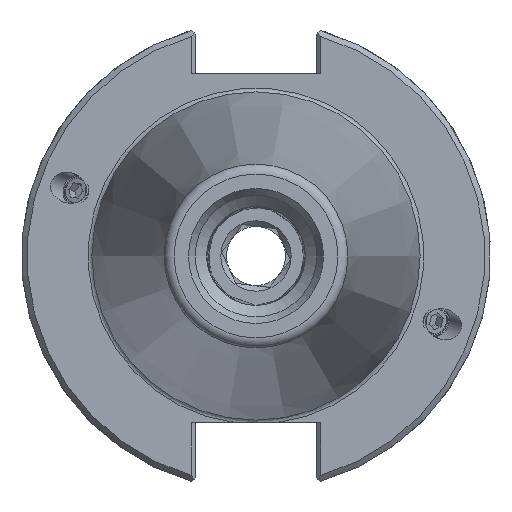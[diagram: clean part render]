
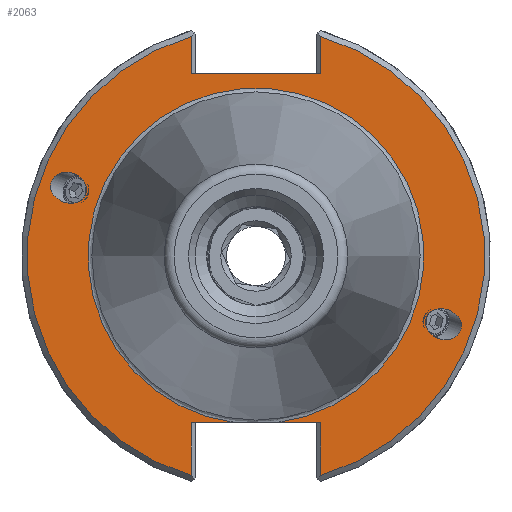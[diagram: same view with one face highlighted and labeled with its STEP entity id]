
A CAD part, left-side view. The second image highlights one B-rep face of the part: STEP entity #2063.
In plain terms, the highlighted planar face has unit normal (-1, 0, 0).
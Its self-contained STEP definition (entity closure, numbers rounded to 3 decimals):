
#851=CARTESIAN_POINT('',(3.175,-23.02,-8.379));
#852=VERTEX_POINT('',#851);
#853=CARTESIAN_POINT('',(3.175,-25.372,-9.235));
#854=DIRECTION('',(1.0,0.0,0.0));
#855=DIRECTION('',(0.0,-0.94,-0.342));
#856=AXIS2_PLACEMENT_3D('',#853,#854,#855);
#857=ELLIPSE('',#856,2.503,2.05);
#858=EDGE_CURVE('',#852,#852,#857,.T.);
#931=CARTESIAN_POINT('',(3.175,23.02,8.379));
#932=VERTEX_POINT('',#931);
#933=CARTESIAN_POINT('',(3.175,25.372,9.235));
#934=DIRECTION('',(1.0,0.0,0.0));
#935=DIRECTION('',(0.0,0.94,0.342));
#936=AXIS2_PLACEMENT_3D('',#933,#934,#935);
#937=ELLIPSE('',#936,2.503,2.05);
#938=EDGE_CURVE('',#932,#932,#937,.T.);
#1319=CARTESIAN_POINT('',(3.175,8.763,24.689));
#1320=VERTEX_POINT('',#1319);
#1327=CARTESIAN_POINT('',(3.175,-8.763,24.689));
#1328=VERTEX_POINT('',#1327);
#1329=CARTESIAN_POINT('',(3.175,8.763,24.689));
#1330=DIRECTION('',(0.0,-1.0,0.0));
#1331=VECTOR('',#1330,17.526);
#1332=LINE('',#1329,#1331);
#1333=EDGE_CURVE('',#1320,#1328,#1332,.T.);
#1933=CARTESIAN_POINT('',(3.175,-2.838,-22.555));
#1934=VERTEX_POINT('',#1933);
#1935=CARTESIAN_POINT('',(3.175,2.838,-22.555));
#1936=VERTEX_POINT('',#1935);
#1965=CARTESIAN_POINT('',(3.175,0.0,0.0));
#1966=DIRECTION('',(-1.0,0.0,0.0));
#1967=DIRECTION('',(0.0,-1.0,0.0));
#1968=AXIS2_PLACEMENT_3D('',#1965,#1966,#1967);
#1969=CIRCLE('',#1968,22.733);
#1970=EDGE_CURVE('',#1934,#1936,#1969,.T.);
#1986=CARTESIAN_POINT('',(3.175,26.987,0.0));
#1987=DIRECTION('',(-1.0,0.0,0.0));
#1988=DIRECTION('',(0.0,0.0,1.0));
#1989=AXIS2_PLACEMENT_3D('',#1986,#1987,#1988);
#1990=PLANE('',#1989);
#1991=ORIENTED_EDGE('',*,*,#1970,.F.);
#1992=CARTESIAN_POINT('',(3.175,-8.763,-22.555));
#1993=VERTEX_POINT('',#1992);
#1994=CARTESIAN_POINT('',(3.175,-8.763,-22.555));
#1995=DIRECTION('',(0.0,1.0,0.0));
#1996=VECTOR('',#1995,5.925);
#1997=LINE('',#1994,#1996);
#1998=EDGE_CURVE('',#1993,#1934,#1997,.T.);
#1999=ORIENTED_EDGE('',*,*,#1998,.F.);
#2000=CARTESIAN_POINT('',(3.175,-8.763,-29.723));
#2001=VERTEX_POINT('',#2000);
#2002=CARTESIAN_POINT('',(3.175,-8.763,-29.723));
#2003=DIRECTION('',(0.0,0.0,1.0));
#2004=VECTOR('',#2003,7.168);
#2005=LINE('',#2002,#2004);
#2006=EDGE_CURVE('',#2001,#1993,#2005,.T.);
#2007=ORIENTED_EDGE('',*,*,#2006,.F.);
#2008=CARTESIAN_POINT('',(3.175,-8.763,29.723));
#2009=VERTEX_POINT('',#2008);
#2010=CARTESIAN_POINT('',(3.175,0.0,0.0));
#2011=DIRECTION('',(1.0,0.0,0.0));
#2012=DIRECTION('',(0.0,-1.0,0.0));
#2013=AXIS2_PLACEMENT_3D('',#2010,#2011,#2012);
#2014=CIRCLE('',#2013,30.988);
#2015=EDGE_CURVE('',#2009,#2001,#2014,.T.);
#2016=ORIENTED_EDGE('',*,*,#2015,.F.);
#2017=CARTESIAN_POINT('',(3.175,-8.763,24.689));
#2018=DIRECTION('',(0.0,0.0,1.0));
#2019=VECTOR('',#2018,5.034);
#2020=LINE('',#2017,#2019);
#2021=EDGE_CURVE('',#1328,#2009,#2020,.T.);
#2022=ORIENTED_EDGE('',*,*,#2021,.F.);
#2023=ORIENTED_EDGE('',*,*,#1333,.F.);
#2024=CARTESIAN_POINT('',(3.175,8.763,29.723));
#2025=VERTEX_POINT('',#2024);
#2026=CARTESIAN_POINT('',(3.175,8.763,29.723));
#2027=DIRECTION('',(0.0,0.0,-1.0));
#2028=VECTOR('',#2027,5.034);
#2029=LINE('',#2026,#2028);
#2030=EDGE_CURVE('',#2025,#1320,#2029,.T.);
#2031=ORIENTED_EDGE('',*,*,#2030,.F.);
#2032=CARTESIAN_POINT('',(3.175,8.763,-29.723));
#2033=VERTEX_POINT('',#2032);
#2034=CARTESIAN_POINT('',(3.175,0.0,0.0));
#2035=DIRECTION('',(1.0,0.0,0.0));
#2036=DIRECTION('',(0.0,1.0,0.0));
#2037=AXIS2_PLACEMENT_3D('',#2034,#2035,#2036);
#2038=CIRCLE('',#2037,30.988);
#2039=EDGE_CURVE('',#2033,#2025,#2038,.T.);
#2040=ORIENTED_EDGE('',*,*,#2039,.F.);
#2041=CARTESIAN_POINT('',(3.175,8.763,-22.555));
#2042=VERTEX_POINT('',#2041);
#2043=CARTESIAN_POINT('',(3.175,8.763,-22.555));
#2044=DIRECTION('',(0.0,0.0,-1.0));
#2045=VECTOR('',#2044,7.168);
#2046=LINE('',#2043,#2045);
#2047=EDGE_CURVE('',#2042,#2033,#2046,.T.);
#2048=ORIENTED_EDGE('',*,*,#2047,.F.);
#2049=CARTESIAN_POINT('',(3.175,2.838,-22.555));
#2050=DIRECTION('',(0.0,1.0,0.0));
#2051=VECTOR('',#2050,5.925);
#2052=LINE('',#2049,#2051);
#2053=EDGE_CURVE('',#1936,#2042,#2052,.T.);
#2054=ORIENTED_EDGE('',*,*,#2053,.F.);
#2055=EDGE_LOOP('',(#1991,#1999,#2007,#2016,#2022,#2023,#2031,#2040,#2048,#2054));
#2056=FACE_OUTER_BOUND('',#2055,.T.);
#2057=ORIENTED_EDGE('',*,*,#858,.T.);
#2058=EDGE_LOOP('',(#2057));
#2059=FACE_BOUND('',#2058,.T.);
#2060=ORIENTED_EDGE('',*,*,#938,.T.);
#2061=EDGE_LOOP('',(#2060));
#2062=FACE_BOUND('',#2061,.T.);
#2063=ADVANCED_FACE('',(#2056,#2059,#2062),#1990,.T.);
